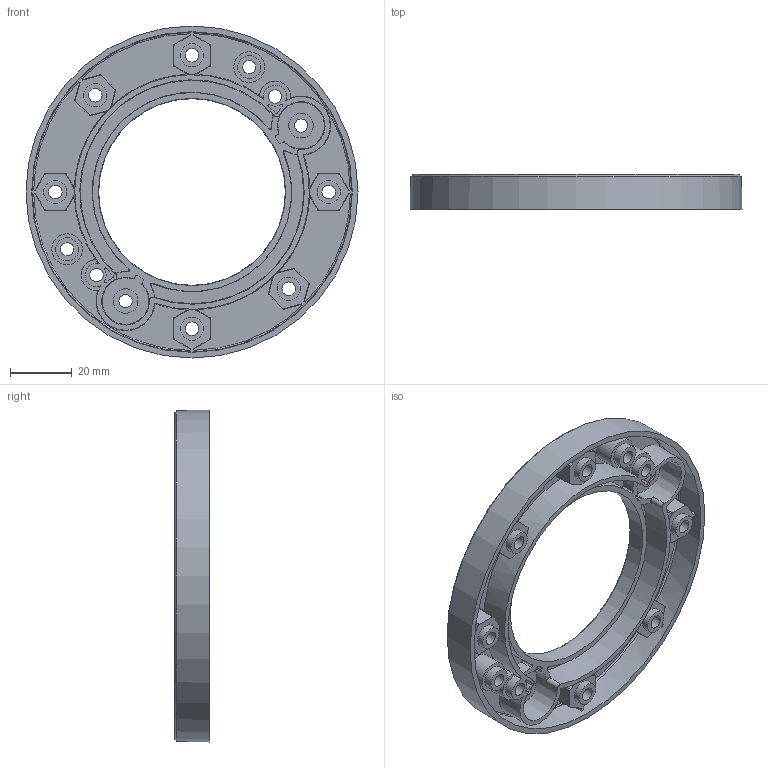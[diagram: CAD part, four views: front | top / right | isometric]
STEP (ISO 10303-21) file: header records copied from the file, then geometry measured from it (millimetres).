
FILE_DESCRIPTION(/* description */ (''),/* implementation_level */ '2;1');
FILE_NAME(/* name */ '4.25'''' diameter Turntable Bearing-Parts\276-1810-003.ipt.step',/* time_stamp */ '2020-04-16T22:55:06-04:00',/* author */ ('Jordan'),/* organization */ (''),/* preprocessor_version */ 'ST-DEVELOPER v17',/* originating_system */ 'Autodesk Inventor 2019',/* authorisation */ '');
FILE_SCHEMA (('AUTOMOTIVE_DESIGN { 1 0 10303 214 3 1 1 }'));
Length unit declared in the file: inch
Products named in the file (1): 276-1810-003
Bounding box: 107.95 x 11.36 x 107.95 mm (x, y, z)
Volume: 28081.6 mm3; surface area: 31380.4 mm2
Topology: 1 solids, 1 shells, 249 faces, 732 edges, 511 vertices
Faces by surface type: plane 134, cylinder 74, cone 23, bspline 12, torus 6
Full cylindrical faces by diameter (mm): 4.3 x6, 4.4 x6, 7 x4, 7.5 x8, 8 x2, 10 x2
Entity records: 9631 total; most frequent: CARTESIAN_POINT 2676, DIRECTION 1479, ORIENTED_EDGE 1464, EDGE_CURVE 732, AXIS2_PLACEMENT_3D 563, VERTEX_POINT 511, LINE 353, VECTOR 353
